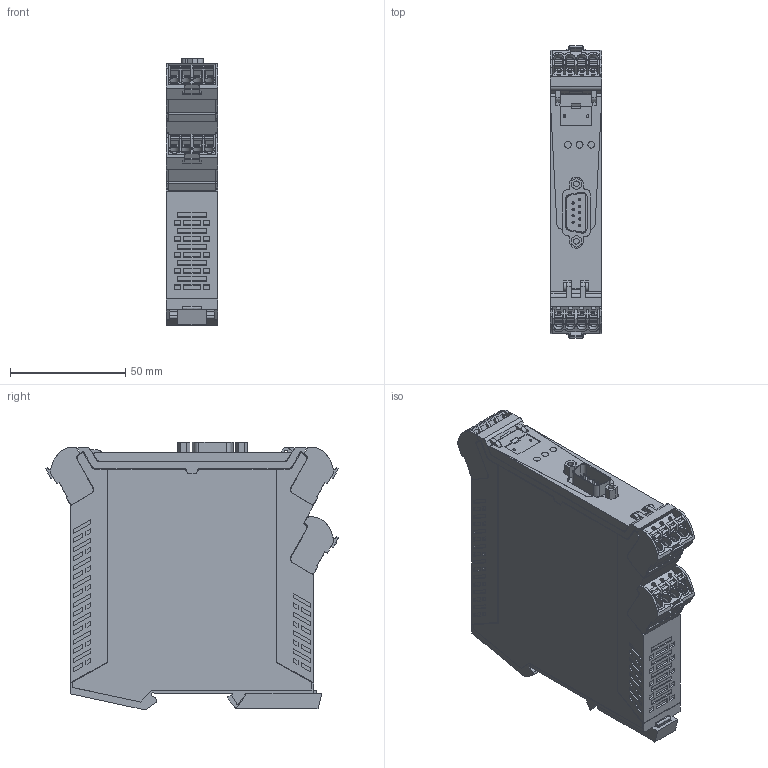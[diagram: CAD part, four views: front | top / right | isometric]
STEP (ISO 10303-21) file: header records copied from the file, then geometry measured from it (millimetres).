
FILE_DESCRIPTION(('CATIA V5 STEP Exchange','CAx-IF Rec.Pracs.--- Model Styling and Organization---1.5--- 2016-08-15','CAx-IF Rec.Pracs.---Supplemental Geometry---1.0---2011-11-01','CAx-IF Rec.Pracs.--- Composite Materials ---1.1---2010-07-15'),'2;1');
FILE_NAME ('D1635970_0', '2024-11-25T06:44:00+00:00', ('none'), ('Weidmueller'), 'CATIA Version 5-6 Release 2022 SP4 HF5', 'CATIA V5 STEP AP214 v3', 'none');
FILE_SCHEMA(('AUTOMOTIVE_DESIGN { 1 0 10303 214 1 1 1 1 }'));
Products named in the file (1): S3D_ACT20P_RS232_RS485-422_P
Bounding box: 22.5 x 127.12 x 116.39 mm (x, y, z)
Volume: 259293.3 mm3; surface area: 49500.3 mm2
Topology: 2 solids, 2 shells, 2337 faces, 6752 edges, 4576 vertices
Faces by surface type: plane 1867, cylinder 305, cone 72, extrusion 39, torus 24, sphere 22, bspline 8
Entity records: 74392 total; most frequent: CARTESIAN_POINT 15861, ORIENTED_EDGE 13452, DIRECTION 8585, EDGE_CURVE 6726, VECTOR 5373, LINE 5334, VERTEX_POINT 4576, EDGE_LOOP 2544
